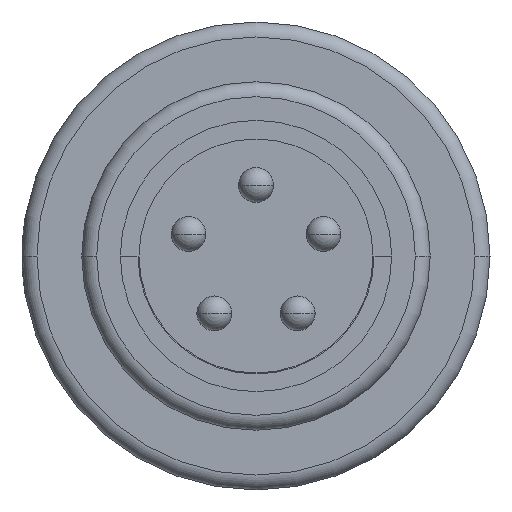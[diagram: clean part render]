
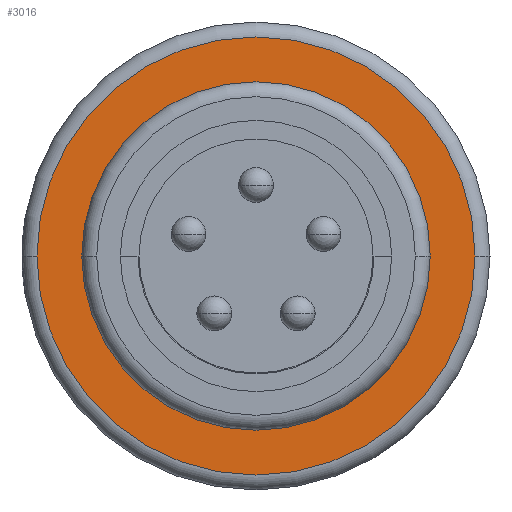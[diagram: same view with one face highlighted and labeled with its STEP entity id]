
A CAD part, left-side view. The second image highlights one B-rep face of the part: STEP entity #3016.
In plain terms, the highlighted planar face has unit normal (-1, 0, 0).
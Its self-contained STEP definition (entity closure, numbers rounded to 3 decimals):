
#231=CARTESIAN_POINT('',(-2.3,0.,0.));
#232=DIRECTION('',(-1.,0.,0.));
#233=DIRECTION('',(0.,1.,0.));
#234=AXIS2_PLACEMENT_3D('',#231,#232,#233);
#254=CARTESIAN_POINT('',(-2.3,0.,0.));
#255=DIRECTION('',(1.,0.,0.));
#256=DIRECTION('',(0.,1.,0.));
#257=AXIS2_PLACEMENT_3D('',#254,#255,#256);
#262=CARTESIAN_POINT('',(-2.3,0.,0.));
#263=DIRECTION('',(-1.,0.,0.));
#264=DIRECTION('',(0.,-1.,0.));
#265=AXIS2_PLACEMENT_3D('',#262,#263,#264);
#270=CARTESIAN_POINT('',(-2.3,0.,0.));
#271=DIRECTION('',(-1.,0.,0.));
#272=DIRECTION('',(0.,1.,0.));
#273=AXIS2_PLACEMENT_3D('',#270,#271,#272);
#2676=CARTESIAN_POINT('',(-2.3,3.5,0.));
#2677=CARTESIAN_POINT('',(-2.3,-3.5,0.));
#2678=VERTEX_POINT('',#2676);
#2679=VERTEX_POINT('',#2677);
#2756=CARTESIAN_POINT('',(-2.3,-4.4,0.));
#2757=CARTESIAN_POINT('',(-2.3,4.4,0.));
#2758=VERTEX_POINT('',#2756);
#2759=VERTEX_POINT('',#2757);
#3001=CARTESIAN_POINT('',(-2.3,0.,0.));
#3002=DIRECTION('',(1.,0.,0.));
#3003=DIRECTION('',(0.,-1.,0.));
#3004=AXIS2_PLACEMENT_3D('',#3001,#3002,#3003);
#3005=PLANE('',#3004);
#3007=ORIENTED_EDGE('',*,*,#3006,.F.);
#3009=ORIENTED_EDGE('',*,*,#3008,.F.);
#3010=EDGE_LOOP('',(#3007,#3009));
#3011=FACE_OUTER_BOUND('',#3010,.F.);
#3012=ORIENTED_EDGE('',*,*,#2995,.F.);
#3013=ORIENTED_EDGE('',*,*,#2981,.T.);
#3014=EDGE_LOOP('',(#3012,#3013));
#3015=FACE_BOUND('',#3014,.F.);
#235=CIRCLE('',#234,3.5);
#258=CIRCLE('',#257,3.5);
#266=CIRCLE('',#265,4.4);
#274=CIRCLE('',#273,4.4);
#2981=EDGE_CURVE('',#2678,#2679,#235,.T.);
#2995=EDGE_CURVE('',#2678,#2679,#258,.T.);
#3006=EDGE_CURVE('',#2758,#2759,#266,.T.);
#3008=EDGE_CURVE('',#2759,#2758,#274,.T.);
#3016=ADVANCED_FACE('',(#3011,#3015),#3005,.F.);
